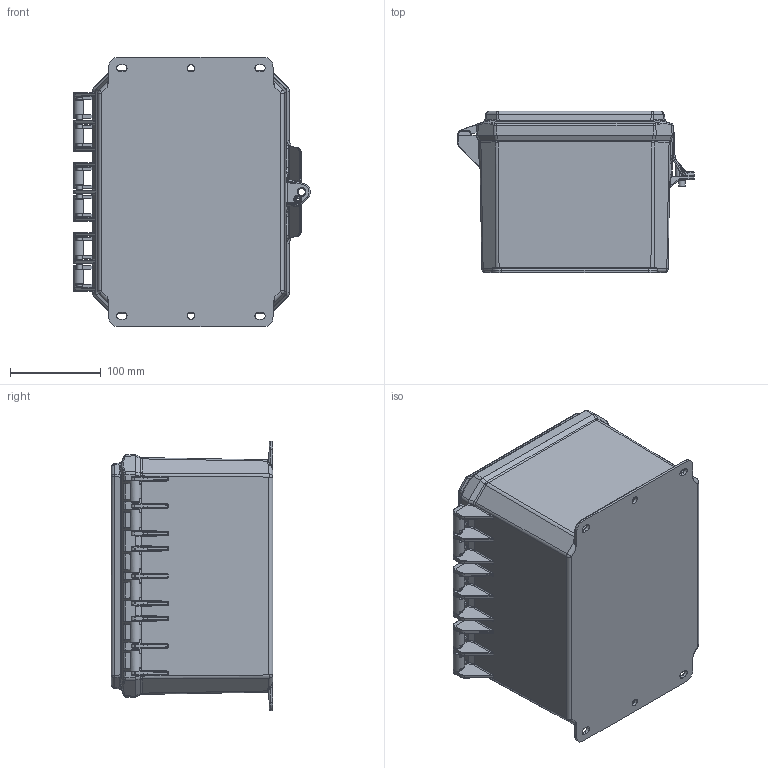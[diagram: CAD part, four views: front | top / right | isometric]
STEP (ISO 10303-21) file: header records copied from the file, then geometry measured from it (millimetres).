
FILE_DESCRIPTION((''),'2;1');
FILE_NAME('P10086_ASM','2013-03-01T',('wtidwell'),(''),'PRO/ENGINEER BY PARAMETRIC TECHNOLOGY CORPORATION, 2011190','PRO/ENGINEER BY PARAMETRIC TECHNOLOGY CORPORATION, 2011190','');
FILE_SCHEMA(('CONFIG_CONTROL_DESIGN'));
Products named in the file (3): P1086BH; P108CHO; P10086_ASM
Assembly tree (2 placements, depth 2):
  P10086_ASM
    P1086BH
    P108CHO
Bounding box: 260.9 x 178.05 x 296.93 mm (x, y, z)
Volume: 1231243.2 mm3; surface area: 621033.9 mm2
Topology: 2 solids, 2 shells, 2464 faces, 5921 edges, 3480 vertices
Faces by surface type: cylinder 811, plane 642, bspline 571, cone 163, torus 128, extrusion 117, sphere 32
Entity records: 98211 total; most frequent: CARTESIAN_POINT 46090, ORIENTED_EDGE 11798, DIRECTION 9320, EDGE_CURVE 5899, VERTEX_POINT 3480, AXIS2_PLACEMENT_3D 3261, VECTOR 2798, LINE 2681
